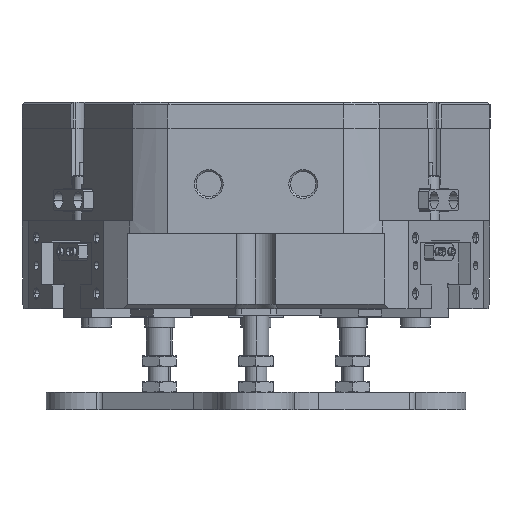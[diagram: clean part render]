
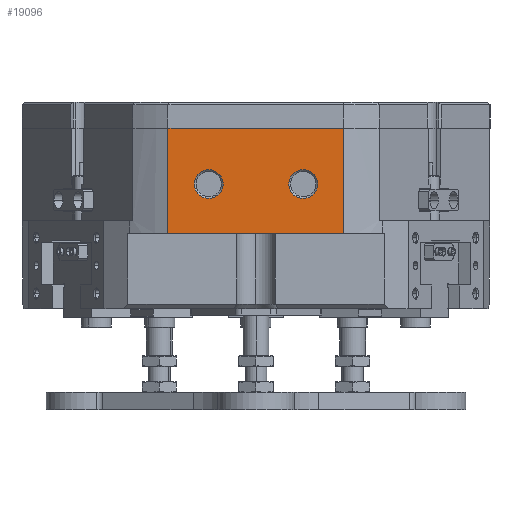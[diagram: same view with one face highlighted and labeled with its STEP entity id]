
A CAD part, left-side view. The second image highlights one B-rep face of the part: STEP entity #19096.
In plain terms, the highlighted planar face has unit normal (-1, 0, 0).
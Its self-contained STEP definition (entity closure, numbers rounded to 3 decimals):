
#307 = DIRECTION ( 'NONE',  ( 1., 0., 0. ) ) ;
#774 = AXIS2_PLACEMENT_3D ( 'NONE', #25370, #18131, #36976 ) ;
#3046 = LINE ( 'NONE', #43715, #7048 ) ;
#3334 = CARTESIAN_POINT ( 'NONE',  ( -101., -75., 35. ) ) ;
#4113 = EDGE_CURVE ( 'NONE', #32569, #17881, #36991, .T. ) ;
#4456 = VERTEX_POINT ( 'NONE', #29867 ) ;
#5076 = CIRCLE ( 'NONE', #40580, 6.7 ) ;
#5297 = AXIS2_PLACEMENT_3D ( 'NONE', #40899, #307, #29939 ) ;
#5346 = CIRCLE ( 'NONE', #37431, 6.7 ) ;
#6071 = VERTEX_POINT ( 'NONE', #35091 ) ;
#6485 = CARTESIAN_POINT ( 'NONE',  ( -101., 0., 84. ) ) ;
#7048 = VECTOR ( 'NONE', #25611, 1000. ) ;
#7844 = DIRECTION ( 'NONE',  ( 0., 0., -1. ) ) ;
#8460 = CARTESIAN_POINT ( 'NONE',  ( -101., 40.988, 84. ) ) ;
#8781 = VECTOR ( 'NONE', #10355, 1000. ) ;
#9692 = FACE_OUTER_BOUND ( 'NONE', #37035, .T. ) ;
#9967 = ORIENTED_EDGE ( 'NONE', *, *, #17704, .F. ) ;
#10355 = DIRECTION ( 'NONE',  ( 0., 1., 0. ) ) ;
#10569 = EDGE_LOOP ( 'NONE', ( #21365, #30905 ) ) ;
#10895 = DIRECTION ( 'NONE',  ( 1., 0., 0. ) ) ;
#11215 = DIRECTION ( 'NONE',  ( 0., 0., -1. ) ) ;
#12967 = VERTEX_POINT ( 'NONE', #46581 ) ;
#14550 = VECTOR ( 'NONE', #20260, 1000. ) ;
#14889 = CARTESIAN_POINT ( 'NONE',  ( -101., 22., 64.7 ) ) ;
#15566 = VERTEX_POINT ( 'NONE', #16205 ) ;
#16205 = CARTESIAN_POINT ( 'NONE',  ( -101., -40.988, 84. ) ) ;
#16501 = CARTESIAN_POINT ( 'NONE',  ( -101., -75., 101.144 ) ) ;
#17704 = EDGE_CURVE ( 'NONE', #6071, #32569, #18980, .T. ) ;
#17881 = VERTEX_POINT ( 'NONE', #8460 ) ;
#18131 = DIRECTION ( 'NONE',  ( 1., 0., 0. ) ) ;
#18430 = CIRCLE ( 'NONE', #5297, 6.7 ) ;
#18825 = CARTESIAN_POINT ( 'NONE',  ( -101., -22., 64.7 ) ) ;
#18980 = LINE ( 'NONE', #3334, #47282 ) ;
#19096 = ADVANCED_FACE ( 'NONE', ( #31031, #21765, #9692 ), #42965, .F. ) ;
#19757 = EDGE_CURVE ( 'NONE', #34505, #12967, #18430, .T. ) ;
#20260 = DIRECTION ( 'NONE',  ( 0., 0., 1. ) ) ;
#20365 = DIRECTION ( 'NONE',  ( 1., 0., 0. ) ) ;
#20872 = DIRECTION ( 'NONE',  ( 1., 0., 0. ) ) ;
#21306 = AXIS2_PLACEMENT_3D ( 'NONE', #16501, #20872, #46668 ) ;
#21365 = ORIENTED_EDGE ( 'NONE', *, *, #19757, .T. ) ;
#21765 = FACE_BOUND ( 'NONE', #26294, .T. ) ;
#23441 = EDGE_CURVE ( 'NONE', #44539, #4456, #23916, .T. ) ;
#23520 = ORIENTED_EDGE ( 'NONE', *, *, #27596, .F. ) ;
#23916 = CIRCLE ( 'NONE', #774, 6.7 ) ;
#24727 = DIRECTION ( 'NONE',  ( 0., 1., 0. ) ) ;
#25370 = CARTESIAN_POINT ( 'NONE',  ( -101., -22., 58. ) ) ;
#25611 = DIRECTION ( 'NONE',  ( 0., 0., -1. ) ) ;
#25676 = EDGE_CURVE ( 'NONE', #15566, #17881, #28365, .T. ) ;
#26294 = EDGE_LOOP ( 'NONE', ( #28962, #34658 ) ) ;
#27492 = CARTESIAN_POINT ( 'NONE',  ( -101., 40.988, 84. ) ) ;
#27596 = EDGE_CURVE ( 'NONE', #15566, #6071, #3046, .T. ) ;
#28365 = LINE ( 'NONE', #6485, #8781 ) ;
#28962 = ORIENTED_EDGE ( 'NONE', *, *, #23441, .T. ) ;
#29395 = CARTESIAN_POINT ( 'NONE',  ( -101., -22., 58. ) ) ;
#29513 = CARTESIAN_POINT ( 'NONE',  ( -101., 40.988, 35. ) ) ;
#29867 = CARTESIAN_POINT ( 'NONE',  ( -101., -22., 51.3 ) ) ;
#29939 = DIRECTION ( 'NONE',  ( 0., 0., -1. ) ) ;
#30905 = ORIENTED_EDGE ( 'NONE', *, *, #33920, .T. ) ;
#31031 = FACE_BOUND ( 'NONE', #10569, .T. ) ;
#32569 = VERTEX_POINT ( 'NONE', #29513 ) ;
#33119 = CARTESIAN_POINT ( 'NONE',  ( -101., 22., 58. ) ) ;
#33218 = ORIENTED_EDGE ( 'NONE', *, *, #25676, .T. ) ;
#33920 = EDGE_CURVE ( 'NONE', #12967, #34505, #5076, .T. ) ;
#34505 = VERTEX_POINT ( 'NONE', #14889 ) ;
#34658 = ORIENTED_EDGE ( 'NONE', *, *, #43157, .T. ) ;
#35091 = CARTESIAN_POINT ( 'NONE',  ( -101., -40.988, 35. ) ) ;
#36976 = DIRECTION ( 'NONE',  ( 0., 0., -1. ) ) ;
#36991 = LINE ( 'NONE', #27492, #14550 ) ;
#37035 = EDGE_LOOP ( 'NONE', ( #33218, #37206, #9967, #23520 ) ) ;
#37206 = ORIENTED_EDGE ( 'NONE', *, *, #4113, .F. ) ;
#37431 = AXIS2_PLACEMENT_3D ( 'NONE', #29395, #10895, #11215 ) ;
#40580 = AXIS2_PLACEMENT_3D ( 'NONE', #33119, #20365, #7844 ) ;
#40899 = CARTESIAN_POINT ( 'NONE',  ( -101., 22., 58. ) ) ;
#42965 = PLANE ( 'NONE',  #21306 ) ;
#43157 = EDGE_CURVE ( 'NONE', #4456, #44539, #5346, .T. ) ;
#43715 = CARTESIAN_POINT ( 'NONE',  ( -101., -40.988, 84. ) ) ;
#44539 = VERTEX_POINT ( 'NONE', #18825 ) ;
#46581 = CARTESIAN_POINT ( 'NONE',  ( -101., 22., 51.3 ) ) ;
#46668 = DIRECTION ( 'NONE',  ( 0., 0., -1. ) ) ;
#47282 = VECTOR ( 'NONE', #24727, 1000. ) ;
